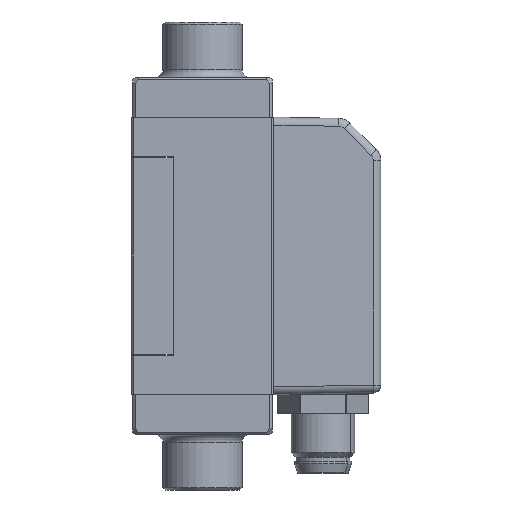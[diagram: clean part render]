
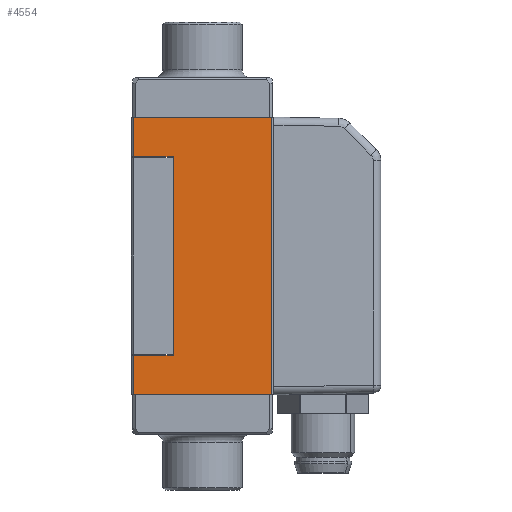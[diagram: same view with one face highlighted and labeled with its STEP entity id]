
A CAD part, front view. The second image highlights one B-rep face of the part: STEP entity #4554.
In plain terms, the highlighted planar face has unit normal (0, -1, 0).
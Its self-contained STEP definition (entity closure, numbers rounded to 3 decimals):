
#2181 = VERTEX_POINT ( 'NONE', #6379 ) ;
#2242 = VECTOR ( 'NONE', #4932, 1000. ) ;
#2511 = EDGE_CURVE ( 'NONE', #8470, #3106, #12881, .T. ) ;
#3106 = VERTEX_POINT ( 'NONE', #16337 ) ;
#3982 = DIRECTION ( 'NONE',  ( 0., 0., 1. ) ) ;
#4201 = DIRECTION ( 'NONE',  ( 1., 0., 0. ) ) ;
#4554 = ADVANCED_FACE ( 'NONE', ( #32432 ), #15560, .F. ) ;
#4932 = DIRECTION ( 'NONE',  ( 0., 0., -1. ) ) ;
#5382 = EDGE_CURVE ( 'NONE', #2181, #8470, #31123, .T. ) ;
#5967 = VECTOR ( 'NONE', #26628, 1000. ) ;
#6379 = CARTESIAN_POINT ( 'NONE',  ( -8.7, -18., -12.5 ) ) ;
#6384 = EDGE_CURVE ( 'NONE', #7786, #8445, #16371, .T. ) ;
#7315 = DIRECTION ( 'NONE',  ( -1., 0., 0. ) ) ;
#7436 = EDGE_LOOP ( 'NONE', ( #18108, #15011, #11167, #33857, #7949, #22507, #27548, #17689 ) ) ;
#7786 = VERTEX_POINT ( 'NONE', #24320 ) ;
#7949 = ORIENTED_EDGE ( 'NONE', *, *, #28197, .F. ) ;
#8216 = VERTEX_POINT ( 'NONE', #25426 ) ;
#8445 = VERTEX_POINT ( 'NONE', #26663 ) ;
#8470 = VERTEX_POINT ( 'NONE', #26905 ) ;
#10463 = DIRECTION ( 'NONE',  ( 0., 0., 1. ) ) ;
#10628 = CARTESIAN_POINT ( 'NONE',  ( -3.7, -18., 12.5 ) ) ;
#10770 = AXIS2_PLACEMENT_3D ( 'NONE', #23479, #26092, #10463 ) ;
#11167 = ORIENTED_EDGE ( 'NONE', *, *, #2511, .T. ) ;
#11467 = CARTESIAN_POINT ( 'NONE',  ( -8.7, -18., 17.5 ) ) ;
#11552 = VECTOR ( 'NONE', #3982, 1000. ) ;
#12340 = VECTOR ( 'NONE', #4201, 1000. ) ;
#12354 = LINE ( 'NONE', #19380, #19309 ) ;
#12691 = VERTEX_POINT ( 'NONE', #32752 ) ;
#12881 = LINE ( 'NONE', #21376, #5967 ) ;
#13976 = LINE ( 'NONE', #22925, #27891 ) ;
#13992 = VERTEX_POINT ( 'NONE', #11467 ) ;
#15011 = ORIENTED_EDGE ( 'NONE', *, *, #5382, .T. ) ;
#15518 = VECTOR ( 'NONE', #26258, 1000. ) ;
#15560 = PLANE ( 'NONE',  #10770 ) ;
#16337 = CARTESIAN_POINT ( 'NONE',  ( 8.7, -18., -17.5 ) ) ;
#16371 = LINE ( 'NONE', #10628, #15518 ) ;
#17204 = CARTESIAN_POINT ( 'NONE',  ( -9., -18., 17.5 ) ) ;
#17689 = ORIENTED_EDGE ( 'NONE', *, *, #19122, .F. ) ;
#17940 = CARTESIAN_POINT ( 'NONE',  ( -8.7, -18., 17.5 ) ) ;
#18108 = ORIENTED_EDGE ( 'NONE', *, *, #29361, .T. ) ;
#18502 = LINE ( 'NONE', #29970, #11552 ) ;
#19122 = EDGE_CURVE ( 'NONE', #8216, #7786, #12354, .T. ) ;
#19168 = EDGE_CURVE ( 'NONE', #3106, #12691, #18502, .T. ) ;
#19309 = VECTOR ( 'NONE', #27260, 1000. ) ;
#19380 = CARTESIAN_POINT ( 'NONE',  ( -3.7, -18., -12.5 ) ) ;
#21376 = CARTESIAN_POINT ( 'NONE',  ( -9., -18., -17.5 ) ) ;
#22230 = LINE ( 'NONE', #17940, #2242 ) ;
#22507 = ORIENTED_EDGE ( 'NONE', *, *, #26866, .T. ) ;
#22532 = VECTOR ( 'NONE', #30605, 1000. ) ;
#22925 = CARTESIAN_POINT ( 'NONE',  ( -3.7, -18., -12.5 ) ) ;
#23479 = CARTESIAN_POINT ( 'NONE',  ( -9., -18., 17.5 ) ) ;
#24320 = CARTESIAN_POINT ( 'NONE',  ( -3.7, -18., 12.5 ) ) ;
#25426 = CARTESIAN_POINT ( 'NONE',  ( -3.7, -18., -12.5 ) ) ;
#25481 = CARTESIAN_POINT ( 'NONE',  ( -8.7, -18., 17.5 ) ) ;
#26092 = DIRECTION ( 'NONE',  ( 0., 1., 0. ) ) ;
#26258 = DIRECTION ( 'NONE',  ( -1., 0., 0. ) ) ;
#26628 = DIRECTION ( 'NONE',  ( 1., 0., 0. ) ) ;
#26663 = CARTESIAN_POINT ( 'NONE',  ( -8.7, -18., 12.5 ) ) ;
#26866 = EDGE_CURVE ( 'NONE', #13992, #8445, #22230, .T. ) ;
#26905 = CARTESIAN_POINT ( 'NONE',  ( -8.7, -18., -17.5 ) ) ;
#27065 = LINE ( 'NONE', #17204, #12340 ) ;
#27260 = DIRECTION ( 'NONE',  ( 0., 0., 1. ) ) ;
#27548 = ORIENTED_EDGE ( 'NONE', *, *, #6384, .F. ) ;
#27891 = VECTOR ( 'NONE', #7315, 1000. ) ;
#28197 = EDGE_CURVE ( 'NONE', #13992, #12691, #27065, .T. ) ;
#29361 = EDGE_CURVE ( 'NONE', #8216, #2181, #13976, .T. ) ;
#29970 = CARTESIAN_POINT ( 'NONE',  ( 8.7, -18., 17.5 ) ) ;
#30605 = DIRECTION ( 'NONE',  ( 0., 0., -1. ) ) ;
#31123 = LINE ( 'NONE', #25481, #22532 ) ;
#32432 = FACE_OUTER_BOUND ( 'NONE', #7436, .T. ) ;
#32752 = CARTESIAN_POINT ( 'NONE',  ( 8.7, -18., 17.5 ) ) ;
#33857 = ORIENTED_EDGE ( 'NONE', *, *, #19168, .T. ) ;
